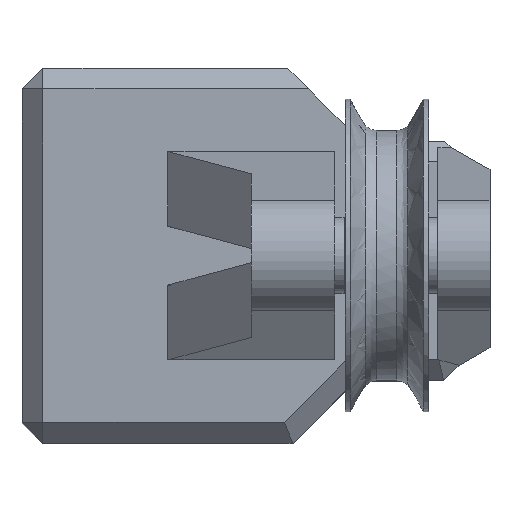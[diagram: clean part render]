
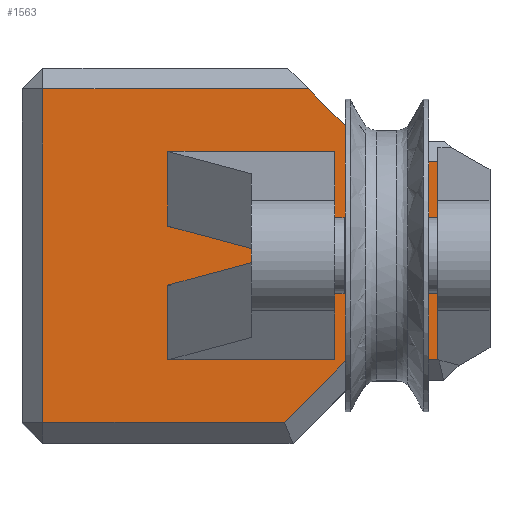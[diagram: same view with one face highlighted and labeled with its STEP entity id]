
A CAD part, top view. The second image highlights one B-rep face of the part: STEP entity #1563.
In plain terms, the highlighted planar face has unit normal (0, 0, 1).
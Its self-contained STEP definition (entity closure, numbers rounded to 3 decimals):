
#26=FACE_BOUND('',#613,.T.);
#27=FACE_BOUND('',#614,.T.);
#47=PLANE('',#1676);
#121=LINE('',#2843,#308);
#135=LINE('',#2873,#322);
#139=LINE('',#2883,#326);
#142=LINE('',#2889,#329);
#143=LINE('',#2891,#330);
#144=LINE('',#2893,#331);
#145=LINE('',#2895,#332);
#146=LINE('',#2897,#333);
#147=LINE('',#2899,#334);
#148=LINE('',#2901,#335);
#149=LINE('',#2903,#336);
#150=LINE('',#2905,#337);
#151=LINE('',#2907,#338);
#152=LINE('',#2908,#339);
#153=LINE('',#2910,#340);
#154=LINE('',#2912,#341);
#155=LINE('',#2913,#342);
#156=LINE('',#2915,#343);
#157=LINE('',#2917,#344);
#158=LINE('',#2918,#345);
#308=VECTOR('',#1815,10.);
#322=VECTOR('',#1835,10.);
#326=VECTOR('',#1841,10.);
#329=VECTOR('',#1846,10.);
#330=VECTOR('',#1847,10.);
#331=VECTOR('',#1848,10.);
#332=VECTOR('',#1849,10.);
#333=VECTOR('',#1850,10.);
#334=VECTOR('',#1851,10.);
#335=VECTOR('',#1852,10.);
#336=VECTOR('',#1853,10.);
#337=VECTOR('',#1854,10.);
#338=VECTOR('',#1855,10.);
#339=VECTOR('',#1856,10.);
#340=VECTOR('',#1857,10.);
#341=VECTOR('',#1858,10.);
#342=VECTOR('',#1859,10.);
#343=VECTOR('',#1860,10.);
#344=VECTOR('',#1861,10.);
#345=VECTOR('',#1862,10.);
#519=FACE_OUTER_BOUND('',#612,.T.);
#612=EDGE_LOOP('',(#1172,#1173,#1174,#1175,#1176,#1177,#1178,#1179,#1180,
#1181,#1182,#1183));
#613=EDGE_LOOP('',(#1184,#1185,#1186,#1187));
#614=EDGE_LOOP('',(#1188,#1189,#1190,#1191));
#751=VERTEX_POINT('',#2836);
#754=VERTEX_POINT('',#2841);
#766=VERTEX_POINT('',#2869);
#767=VERTEX_POINT('',#2871);
#771=VERTEX_POINT('',#2880);
#772=VERTEX_POINT('',#2882);
#774=VERTEX_POINT('',#2888);
#775=VERTEX_POINT('',#2890);
#776=VERTEX_POINT('',#2892);
#777=VERTEX_POINT('',#2894);
#778=VERTEX_POINT('',#2896);
#779=VERTEX_POINT('',#2898);
#780=VERTEX_POINT('',#2900);
#781=VERTEX_POINT('',#2902);
#782=VERTEX_POINT('',#2904);
#783=VERTEX_POINT('',#2906);
#784=VERTEX_POINT('',#2909);
#785=VERTEX_POINT('',#2911);
#786=VERTEX_POINT('',#2914);
#787=VERTEX_POINT('',#2916);
#903=EDGE_CURVE('',#754,#751,#121,.T.);
#918=EDGE_CURVE('',#767,#766,#135,.T.);
#922=EDGE_CURVE('',#771,#772,#139,.T.);
#925=EDGE_CURVE('',#774,#771,#142,.T.);
#926=EDGE_CURVE('',#775,#774,#143,.T.);
#927=EDGE_CURVE('',#776,#775,#144,.T.);
#928=EDGE_CURVE('',#777,#776,#145,.T.);
#929=EDGE_CURVE('',#778,#777,#146,.T.);
#930=EDGE_CURVE('',#779,#778,#147,.T.);
#931=EDGE_CURVE('',#780,#779,#148,.T.);
#932=EDGE_CURVE('',#780,#781,#149,.T.);
#933=EDGE_CURVE('',#781,#782,#150,.T.);
#934=EDGE_CURVE('',#783,#782,#151,.T.);
#935=EDGE_CURVE('',#772,#783,#152,.T.);
#936=EDGE_CURVE('',#754,#784,#153,.T.);
#937=EDGE_CURVE('',#784,#785,#154,.T.);
#938=EDGE_CURVE('',#785,#751,#155,.T.);
#939=EDGE_CURVE('',#767,#786,#156,.T.);
#940=EDGE_CURVE('',#786,#787,#157,.T.);
#941=EDGE_CURVE('',#787,#766,#158,.T.);
#1172=ORIENTED_EDGE('',*,*,#922,.F.);
#1173=ORIENTED_EDGE('',*,*,#925,.F.);
#1174=ORIENTED_EDGE('',*,*,#926,.F.);
#1175=ORIENTED_EDGE('',*,*,#927,.F.);
#1176=ORIENTED_EDGE('',*,*,#928,.F.);
#1177=ORIENTED_EDGE('',*,*,#929,.F.);
#1178=ORIENTED_EDGE('',*,*,#930,.F.);
#1179=ORIENTED_EDGE('',*,*,#931,.F.);
#1180=ORIENTED_EDGE('',*,*,#932,.T.);
#1181=ORIENTED_EDGE('',*,*,#933,.T.);
#1182=ORIENTED_EDGE('',*,*,#934,.F.);
#1183=ORIENTED_EDGE('',*,*,#935,.F.);
#1184=ORIENTED_EDGE('',*,*,#936,.T.);
#1185=ORIENTED_EDGE('',*,*,#937,.T.);
#1186=ORIENTED_EDGE('',*,*,#938,.T.);
#1187=ORIENTED_EDGE('',*,*,#903,.F.);
#1188=ORIENTED_EDGE('',*,*,#939,.T.);
#1189=ORIENTED_EDGE('',*,*,#940,.T.);
#1190=ORIENTED_EDGE('',*,*,#941,.T.);
#1191=ORIENTED_EDGE('',*,*,#918,.F.);
#1563=ADVANCED_FACE('',(#519,#26,#27),#47,.T.);
#1676=AXIS2_PLACEMENT_3D('',#2887,#1844,#1845);
#1815=DIRECTION('',(0.,-1.,0.));
#1835=DIRECTION('',(0.,-1.,0.));
#1841=DIRECTION('',(1.,0.,0.));
#1844=DIRECTION('center_axis',(0.,0.,1.));
#1845=DIRECTION('ref_axis',(1.,0.,0.));
#1846=DIRECTION('',(0.707,-0.707,0.));
#1847=DIRECTION('',(1.,0.,0.));
#1848=DIRECTION('',(0.,1.,0.));
#1849=DIRECTION('',(-1.,0.,0.));
#1850=DIRECTION('',(-0.707,-0.707,0.));
#1851=DIRECTION('',(-1.,0.,0.));
#1852=DIRECTION('',(0.,-1.,0.));
#1853=DIRECTION('',(1.,0.,0.));
#1854=DIRECTION('',(0.,1.,0.));
#1855=DIRECTION('',(1.,0.,0.));
#1856=DIRECTION('',(0.,-1.,0.));
#1857=DIRECTION('',(1.,0.,0.));
#1858=DIRECTION('',(0.,-1.,0.));
#1859=DIRECTION('',(-1.,0.,0.));
#1860=DIRECTION('',(1.,0.,0.));
#1861=DIRECTION('',(0.,-1.,0.));
#1862=DIRECTION('',(-1.,0.,0.));
#2836=CARTESIAN_POINT('',(-5.,-10.,35.));
#2841=CARTESIAN_POINT('',(-5.,-2.822,35.));
#2843=CARTESIAN_POINT('',(-5.,0.,35.));
#2869=CARTESIAN_POINT('',(-5.,2.828,35.));
#2871=CARTESIAN_POINT('',(-5.,10.,35.));
#2873=CARTESIAN_POINT('',(-5.,0.,35.));
#2880=CARTESIAN_POINT('',(15.5,9.,35.));
#2882=CARTESIAN_POINT('',(20.9,9.,35.));
#2883=CARTESIAN_POINT('',(14.,9.,35.));
#2887=CARTESIAN_POINT('Origin',(0.,0.,
35.));
#2888=CARTESIAN_POINT('',(8.5,16.,35.));
#2889=CARTESIAN_POINT('',(10.25,14.25,35.));
#2890=CARTESIAN_POINT('',(-17.,16.,35.));
#2891=CARTESIAN_POINT('',(9.5,16.,35.));
#2892=CARTESIAN_POINT('',(-17.,-16.,35.));
#2893=CARTESIAN_POINT('',(-17.,9.,35.));
#2894=CARTESIAN_POINT('',(6.172,-16.,35.));
#2895=CARTESIAN_POINT('',(-9.5,-16.,35.));
#2896=CARTESIAN_POINT('',(12.172,-10.,35.));
#2897=CARTESIAN_POINT('',(10.586,-11.586,35.));
#2898=CARTESIAN_POINT('',(20.9,-10.,35.));
#2899=CARTESIAN_POINT('',(14.,-10.,35.));
#2900=CARTESIAN_POINT('',(20.9,-2.822,35.));
#2901=CARTESIAN_POINT('',(20.9,18.,35.));
#2902=CARTESIAN_POINT('',(25.9,-2.822,35.));
#2903=CARTESIAN_POINT('',(20.9,-2.822,35.));
#2904=CARTESIAN_POINT('',(25.9,2.828,35.));
#2905=CARTESIAN_POINT('',(25.9,-18.,35.));
#2906=CARTESIAN_POINT('',(20.9,2.828,35.));
#2907=CARTESIAN_POINT('',(20.9,2.828,35.));
#2908=CARTESIAN_POINT('',(20.9,18.,35.));
#2909=CARTESIAN_POINT('',(11.,-2.822,35.));
#2910=CARTESIAN_POINT('',(5.5,-2.822,35.));
#2911=CARTESIAN_POINT('',(11.,-10.,35.));
#2912=CARTESIAN_POINT('',(11.,0.,35.));
#2913=CARTESIAN_POINT('',(5.5,-10.,35.));
#2914=CARTESIAN_POINT('',(11.,10.,35.));
#2915=CARTESIAN_POINT('',(5.5,10.,35.));
#2916=CARTESIAN_POINT('',(11.,2.828,35.));
#2917=CARTESIAN_POINT('',(11.,0.,35.));
#2918=CARTESIAN_POINT('',(5.5,2.828,35.));
